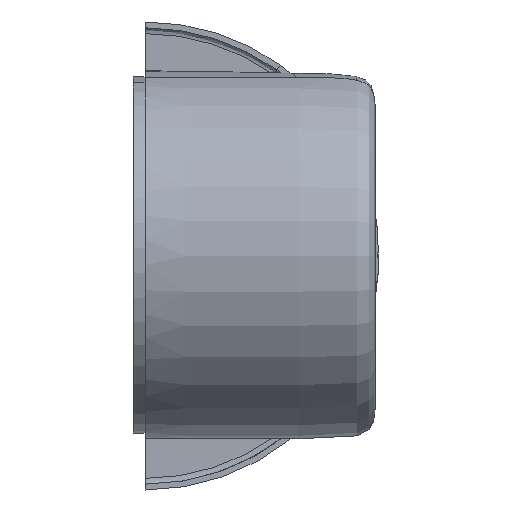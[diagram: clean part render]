
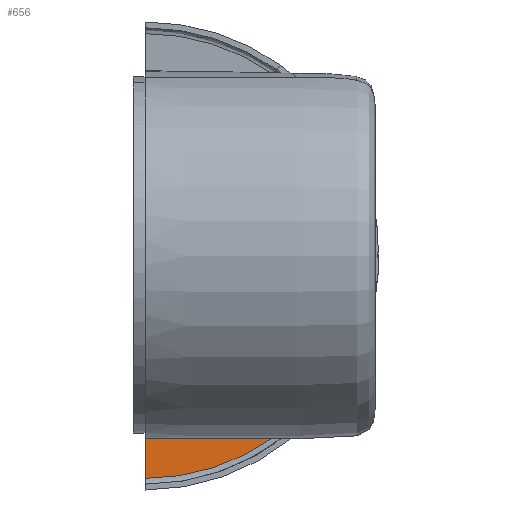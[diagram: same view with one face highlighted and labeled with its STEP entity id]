
A CAD part, front view. The second image highlights one B-rep face of the part: STEP entity #656.
In plain terms, the highlighted planar face has unit normal (0, -1, 0).
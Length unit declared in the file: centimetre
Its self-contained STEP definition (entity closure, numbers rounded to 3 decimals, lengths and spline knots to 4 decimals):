
#120=(
BOUNDED_CURVE()
B_SPLINE_CURVE(1,(#32298,#32299),.UNSPECIFIED.,.F.,.F.)
B_SPLINE_CURVE_WITH_KNOTS((2,2),(-1.1963,-0.3049),
 .UNSPECIFIED.)
CURVE()
GEOMETRIC_REPRESENTATION_ITEM()
RATIONAL_B_SPLINE_CURVE((1.,1.))
REPRESENTATION_ITEM('')
);
#656=ADVANCED_FACE('',(#1156),#7873,.T.);
#1156=FACE_OUTER_BOUND('',#1664,.T.);
#1664=EDGE_LOOP('',(#3633,#3634,#3635,#3636));
#3633=ORIENTED_EDGE('',*,*,#5180,.T.);
#3634=ORIENTED_EDGE('',*,*,#5145,.F.);
#3635=ORIENTED_EDGE('',*,*,#5151,.T.);
#3636=ORIENTED_EDGE('',*,*,#5136,.T.);
#5136=EDGE_CURVE('',#7265,#7303,#5598,.T.);
#5145=EDGE_CURVE('',#7278,#7304,#6504,.T.);
#5151=EDGE_CURVE('',#7278,#7265,#6510,.T.);
#5180=EDGE_CURVE('',#7303,#7304,#120,.T.);
#5598=TRIMMED_CURVE($,#5768,(#31918),(#31919),.T.,.CARTESIAN.);
#5768=CIRCLE('',#8356,3.8107);
#6504=B_SPLINE_CURVE_WITH_KNOTS('',3,(#31942,#31943,#31944,#31945,#31946,
#31947,#31948,#31949,#31950,#31951,#31952,#31953,#31954,#31955,#31956,#31957,
#31958,#31959,#31960,#31961,#31962,#31963,#31964,#31965,#31966,#31967,#31968,
#31969,#31970,#31971,#31972,#31973,#31974,#31975,#31976,#31977,#31978),
 .UNSPECIFIED.,.F.,.F.,(4,3,3,3,3,3,3,3,3,3,3,3,4),(0.0381,
0.7073,1.1947,1.6451,2.037,2.3558,
2.6114,2.8461,3.0888,3.2218,3.344,
3.6054,3.7504),.UNSPECIFIED.);
#6510=B_SPLINE_CURVE_WITH_KNOTS('',1,(#32053,#32054),.UNSPECIFIED.,.F.,
 .F.,(2,2),(5.8665,6.9999),.UNSPECIFIED.);
#7265=VERTEX_POINT('',#31812);
#7278=VERTEX_POINT('',#31825);
#7303=VERTEX_POINT('',#31850);
#7304=VERTEX_POINT('',#31851);
#7873=PLANE('',#8343);
#8343=AXIS2_PLACEMENT_3D('',#31405,#8930,$);
#8356=AXIS2_PLACEMENT_3D($,#31917,#8953,#8954);
#8930=DIRECTION('',(0.,-1.,0.));
#8953=DIRECTION('',(0.,-1.,0.));
#8954=DIRECTION('',(0.,0.,-1.));
#31405=CARTESIAN_POINT('',(-380.9662,414.526,68.1851));
#31812=CARTESIAN_POINT('',(-380.9662,414.526,61.5431));
#31825=CARTESIAN_POINT('',(-380.9662,414.526,62.6765));
#31850=CARTESIAN_POINT('',(-377.3698,414.526,64.0938));
#31851=CARTESIAN_POINT('',(-378.2613,414.526,64.0938));
#31917=CARTESIAN_POINT('',(-380.9662,414.526,65.3538));
#31918=CARTESIAN_POINT('',(-380.9662,414.526,61.5431));
#31919=CARTESIAN_POINT('',(-377.3698,414.526,64.0938));
#31942=CARTESIAN_POINT('',(-380.9662,414.526,62.6765));
#31943=CARTESIAN_POINT('',(-380.7431,414.526,62.6761));
#31944=CARTESIAN_POINT('',(-380.5201,414.526,62.676));
#31945=CARTESIAN_POINT('',(-380.297,414.526,62.6759));
#31946=CARTESIAN_POINT('',(-380.1345,414.526,62.6759));
#31947=CARTESIAN_POINT('',(-379.9721,414.526,62.6757));
#31948=CARTESIAN_POINT('',(-379.8097,414.526,62.6783));
#31949=CARTESIAN_POINT('',(-379.662,414.526,62.6807));
#31950=CARTESIAN_POINT('',(-379.5069,414.526,62.6856));
#31951=CARTESIAN_POINT('',(-379.3597,414.526,62.6964));
#31952=CARTESIAN_POINT('',(-379.2324,414.526,62.7058));
#31953=CARTESIAN_POINT('',(-379.0968,414.526,62.7206));
#31954=CARTESIAN_POINT('',(-378.9715,414.526,62.7458));
#31955=CARTESIAN_POINT('',(-378.8706,414.526,62.7662));
#31956=CARTESIAN_POINT('',(-378.7623,414.526,62.796));
#31957=CARTESIAN_POINT('',(-378.6697,414.526,62.8424));
#31958=CARTESIAN_POINT('',(-378.5931,414.526,62.8807));
#31959=CARTESIAN_POINT('',(-378.5257,414.526,62.9309));
#31960=CARTESIAN_POINT('',(-378.4702,414.526,62.9965));
#31961=CARTESIAN_POINT('',(-378.4193,414.526,63.0566));
#31962=CARTESIAN_POINT('',(-378.3825,414.526,63.1248));
#31963=CARTESIAN_POINT('',(-378.3556,414.526,63.1985));
#31964=CARTESIAN_POINT('',(-378.3279,414.526,63.2741));
#31965=CARTESIAN_POINT('',(-378.3111,414.526,63.3543));
#31966=CARTESIAN_POINT('',(-378.2999,414.526,63.4337));
#31967=CARTESIAN_POINT('',(-378.2937,414.526,63.4775));
#31968=CARTESIAN_POINT('',(-378.2891,414.526,63.5219));
#31969=CARTESIAN_POINT('',(-378.2855,414.526,63.5659));
#31970=CARTESIAN_POINT('',(-378.2821,414.526,63.6064));
#31971=CARTESIAN_POINT('',(-378.2795,414.526,63.6472));
#31972=CARTESIAN_POINT('',(-378.2771,414.526,63.6878));
#31973=CARTESIAN_POINT('',(-378.2721,414.526,63.7747));
#31974=CARTESIAN_POINT('',(-378.2683,414.526,63.8619));
#31975=CARTESIAN_POINT('',(-378.2654,414.526,63.9489));
#31976=CARTESIAN_POINT('',(-378.2638,414.526,63.9972));
#31977=CARTESIAN_POINT('',(-378.2624,414.526,64.0455));
#31978=CARTESIAN_POINT('',(-378.2613,414.526,64.0938));
#32053=CARTESIAN_POINT('',(-380.9662,414.526,62.6765));
#32054=CARTESIAN_POINT('',(-380.9662,414.526,61.5431));
#32298=CARTESIAN_POINT('',(-377.3698,414.526,64.0938));
#32299=CARTESIAN_POINT('',(-378.2613,414.526,64.0938));
